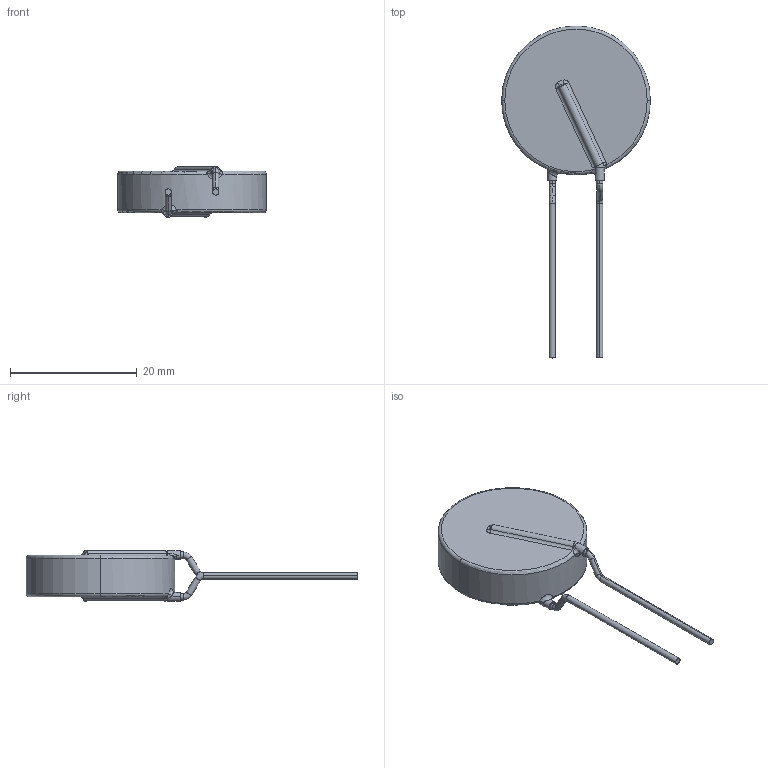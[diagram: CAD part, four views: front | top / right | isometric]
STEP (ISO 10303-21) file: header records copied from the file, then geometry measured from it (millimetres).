
FILE_DESCRIPTION (( 'STEP AP214' ), '1' );
FILE_NAME ('BN-LG20Y-Y Type.STP', '2023-01-05T23:13:53', ( '' ), ( '' ), 'SwSTEP 2.0', 'SolidWorks 2021', '' );
FILE_SCHEMA (( 'AUTOMOTIVE_DESIGN' ));
Length unit declared in the file: millimetre
Products named in the file (1): BN-LG20Y-Y Type
Bounding box: 23.5 x 52.42 x 8 mm (x, y, z)
Volume: 2931.7 mm3; surface area: 1544.2 mm2
Topology: 3 solids, 3 shells, 165 faces, 403 edges, 254 vertices
Faces by surface type: plane 66, bspline 53, cylinder 26, torus 20
Entity records: 8344 total; most frequent: CARTESIAN_POINT 4410, ORIENTED_EDGE 802, DIRECTION 599, EDGE_CURVE 401, VERTEX_POINT 254, LINE 205, VECTOR 205, AXIS2_PLACEMENT_3D 197
